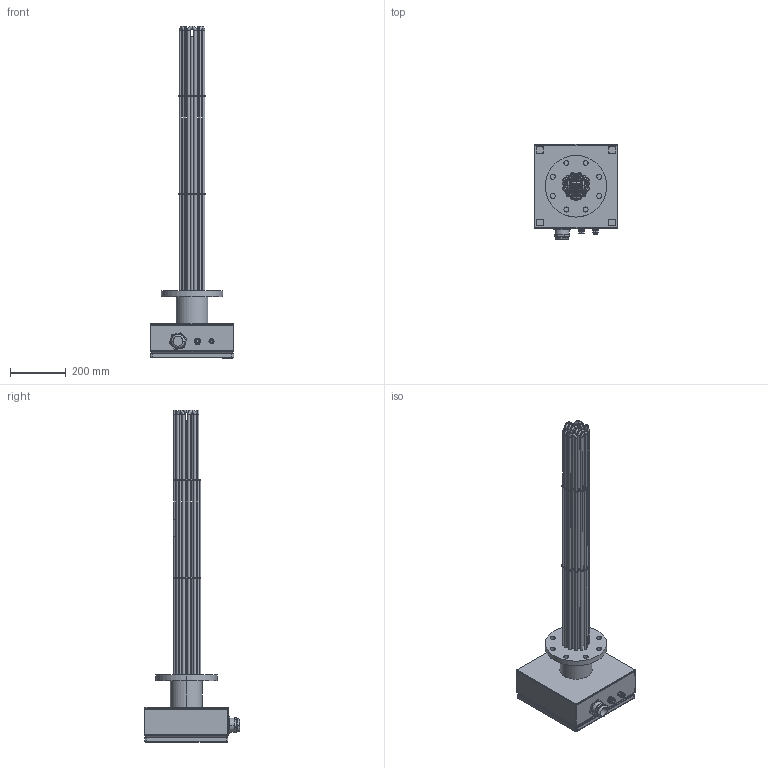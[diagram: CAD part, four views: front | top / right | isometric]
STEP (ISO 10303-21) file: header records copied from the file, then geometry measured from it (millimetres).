
FILE_DESCRIPTION (( 'STEP AP214' ), '1' );
FILE_NAME ('180012 - SSFHK 48 kW DN100 ET 950 STEP.STEP', '2021-06-08T10:10:27', ( '' ), ( '' ), 'SwSTEP 2.0', 'SolidWorks 2021', '' );
FILE_SCHEMA (( 'AUTOMOTIVE_DESIGN' ));
Length unit declared in the file: millimetre
Products named in the file (21): Kühlstrecke^SSFHK_DN100; Anschlusskastenplatte^SSFHK_300; 180012 - SSFHK 48 kW DN100 ET 950 STEP; FSR STB^Fühlerschutzrohre_SSFHK; WB 10er^Fühlerschutzrohre_SSFHK; RHK^Rohrheizkörper_SSFHK_ET 950; Anschlusskasten^SSFHK_300x300x120; Kabelverschraubung^SSFHK_M50+M20+M16; Rohrheizkörper^SSFHK_DN100 - 12 RHK - 950 mm; KV M50 WT MS^Kabelverschraubung_SSFHK; VM^SSFHK_DN100 - 9 RHK - 950mm; KV M16 WT MS^Kabelverschraubung_SSFHK; BODY 300^AK 300x300x120_Anschlusskasten_SSFHK; Distanzscheiben^SSFHK_DN100 - 12 RHK; KV M20 WT MS^Kabelverschraubung_SSFHK; Messingbrücken^SSFHK_TYP D - DN100 - 12 RHK ; DECKEL 300^AK 300x300x120_Anschlusskasten_SSFHK; AK 300x300x120^Anschlusskasten_SSFHK; Fühlerschutzrohre^SSFHK_DN100 - 950 mm; STB TF^Fühlerschutzrohre_SSFHK_950 mm; Flansch^SSFHK_DN100 - 12 RHK
Assembly tree (32 placements, depth 4):
  180012 - SSFHK 48 kW DN100 ET 950 STEP
    Flansch^SSFHK_DN100 - 12 RHK
    Rohrheizkörper^SSFHK_DN100 - 12 RHK - 950 mm
      RHK^Rohrheizkörper_SSFHK_ET 950  x12
    Distanzscheiben^SSFHK_DN100 - 12 RHK  x2
    Kühlstrecke^SSFHK_DN100
    Anschlusskastenplatte^SSFHK_300
    Fühlerschutzrohre^SSFHK_DN100 - 950 mm
      FSR STB^Fühlerschutzrohre_SSFHK
      STB TF^Fühlerschutzrohre_SSFHK_950 mm
      WB 10er^Fühlerschutzrohre_SSFHK
    Anschlusskasten^SSFHK_300x300x120
      AK 300x300x120^Anschlusskasten_SSFHK
        BODY 300^AK 300x300x120_Anschlusskasten_SSFHK
        DECKEL 300^AK 300x300x120_Anschlusskasten_SSFHK
    Kabelverschraubung^SSFHK_M50+M20+M16
      KV M16 WT MS^Kabelverschraubung_SSFHK
      KV M20 WT MS^Kabelverschraubung_SSFHK
      KV M50 WT MS^Kabelverschraubung_SSFHK
    Messingbrücken^SSFHK_TYP D - DN100 - 12 RHK 
    VM^SSFHK_DN100 - 9 RHK - 950mm
Bounding box: 300 x 340.48 x 1188 mm (x, y, z)
Volume: 2410384.9 mm3; surface area: 2467223.1 mm2
Topology: 38 solids, 38 shells, 2140 faces, 5866 edges, 3828 vertices
Faces by surface type: cylinder 1451, plane 513, torus 156, cone 16, bspline 4
Entity records: 45156 total; most frequent: CARTESIAN_POINT 8346, DIRECTION 7937, ORIENTED_EDGE 7238, EDGE_CURVE 3619, AXIS2_PLACEMENT_3D 3121, VERTEX_POINT 2374, CIRCLE 1762, VECTOR 1695
